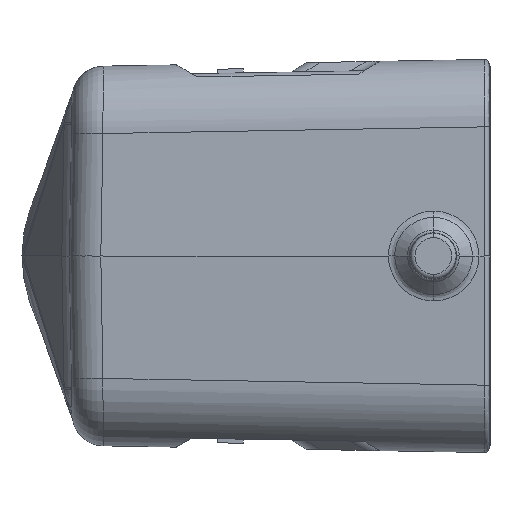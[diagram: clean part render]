
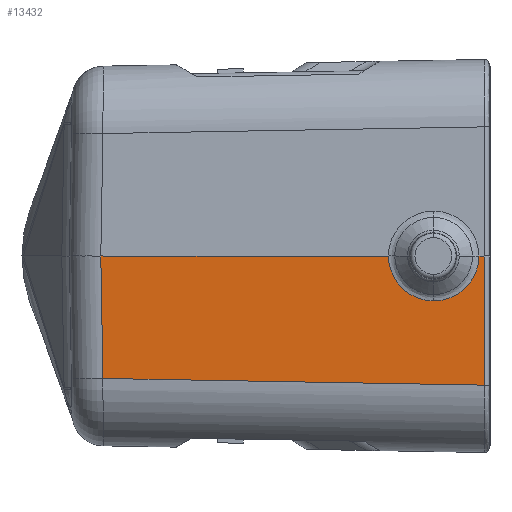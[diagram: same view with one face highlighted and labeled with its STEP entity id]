
A CAD part, left-side view. The second image highlights one B-rep face of the part: STEP entity #13432.
In plain terms, the highlighted planar face has unit normal (-1, 0.018, -0.017).
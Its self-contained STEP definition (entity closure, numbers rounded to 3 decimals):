
#742=CARTESIAN_POINT('',(-29.743,70.609,-14.121));
#4166=DIRECTION('',(-0.017,0.,1.));
#4167=VECTOR('',#4166,14.124);
#4168=CARTESIAN_POINT('',(-29.743,70.609,
-14.121));
#4169=LINE('',#4168,#4167);
#4170=DIRECTION('',(0.017,1.,0.017));
#4171=VECTOR('',#4170,41.732);
#4172=CARTESIAN_POINT('',(-29.743,70.609,
-14.121));
#4173=LINE('',#4172,#4171);
#4174=DIRECTION('',(0.017,-0.017,-1.));
#4175=VECTOR('',#4174,13.397);
#4176=CARTESIAN_POINT('',(-29.257,112.562,
0.));
#4177=LINE('',#4176,#4175);
#4178=DIRECTION('',(-0.017,-1.,0.));
#4179=VECTOR('',#4178,31.455);
#4180=CARTESIAN_POINT('',(-29.257,112.562,
0.));
#4181=LINE('',#4180,#4179);
#4182=CARTESIAN_POINT('',(-29.806,81.112,
0.));
#4183=CARTESIAN_POINT('',(-29.8,81.109,
-0.319));
#4184=CARTESIAN_POINT('',(-29.791,81.044,
-0.944));
#4185=CARTESIAN_POINT('',(-29.78,80.767,
-1.857));
#4186=CARTESIAN_POINT('',(-29.773,80.322,
-2.698));
#4187=CARTESIAN_POINT('',(-29.77,79.727,
-3.439));
#4188=CARTESIAN_POINT('',(-29.772,78.997,
-4.055));
#4189=CARTESIAN_POINT('',(-29.778,78.183,
-4.514));
#4190=CARTESIAN_POINT('',(-29.79,77.226,
-4.831));
#4191=CARTESIAN_POINT('',(-29.8,76.531,
-4.912));
#4192=CARTESIAN_POINT('',(-29.807,76.166,
-4.913));
#4194=CARTESIAN_POINT('',(-29.807,76.166,
-4.913));
#4195=CARTESIAN_POINT('',(-29.813,75.821,
-4.913));
#4196=CARTESIAN_POINT('',(-29.825,75.158,
-4.84));
#4197=CARTESIAN_POINT('',(-29.846,74.248,
-4.561));
#4198=CARTESIAN_POINT('',(-29.869,73.396,
-4.106));
#4199=CARTESIAN_POINT('',(-29.893,72.65,
-3.496));
#4200=CARTESIAN_POINT('',(-29.916,72.035,
-2.755));
#4201=CARTESIAN_POINT('',(-29.939,71.574,
-1.905));
#4202=CARTESIAN_POINT('',(-29.96,71.286,
-0.993));
#4203=CARTESIAN_POINT('',(-29.973,71.212,
-0.339));
#4204=CARTESIAN_POINT('',(-29.979,71.209,
0.));
#4206=DIRECTION('',(-0.017,-1.,0.));
#4207=VECTOR('',#4206,0.601);
#4208=CARTESIAN_POINT('',(-29.979,71.209,
0.));
#4209=LINE('',#4208,#4207);
#4229=CARTESIAN_POINT('',(-29.257,112.562,
0.));
#4369=CARTESIAN_POINT('',(-29.979,71.209,
0.));
#4391=CARTESIAN_POINT('',(-29.806,81.112,
0.));
#6125=VERTEX_POINT('',#4229);
#6146=CARTESIAN_POINT('',(-29.027,112.328,
-13.393));
#6147=VERTEX_POINT('',#6146);
#6555=VERTEX_POINT('',#4391);
#6559=VERTEX_POINT('',#4369);
#6561=VERTEX_POINT('',#4192);
#6658=CARTESIAN_POINT('',(-29.989,70.609,
0.));
#6659=VERTEX_POINT('',#6658);
#6672=VERTEX_POINT('',#742);
#13413=CARTESIAN_POINT('',(-30.018,70.,1.044));
#13414=DIRECTION('',(-1.,0.017,-0.017));
#13415=DIRECTION('',(0.017,1.,0.));
#13416=AXIS2_PLACEMENT_3D('',#13413,#13414,#13415);
#13417=PLANE('',#13416);
#13418=ORIENTED_EDGE('',*,*,#13406,.F.);
#13419=ORIENTED_EDGE('',*,*,#8313,.T.);
#13421=ORIENTED_EDGE('',*,*,#13420,.F.);
#13423=ORIENTED_EDGE('',*,*,#13422,.T.);
#13425=ORIENTED_EDGE('',*,*,#13424,.T.);
#13427=ORIENTED_EDGE('',*,*,#13426,.T.);
#13429=ORIENTED_EDGE('',*,*,#13428,.T.);
#13430=EDGE_LOOP('',(#13418,#13419,#13421,#13423,#13425,#13427,#13429));
#13431=FACE_OUTER_BOUND('',#13430,.F.);
#4193=B_SPLINE_CURVE_WITH_KNOTS('',3,(#4182,#4183,#4184,#4185,#4186,#4187,#4188,
#4189,#4190,#4191,#4192),.UNSPECIFIED.,.F.,.F.,(4,1,1,1,1,1,1,1,4),(0.,
0.125,0.25,0.375,0.5,0.625,0.75,0.875,1.),.UNSPECIFIED.);
#4205=B_SPLINE_CURVE_WITH_KNOTS('',3,(#4194,#4195,#4196,#4197,#4198,#4199,#4200,
#4201,#4202,#4203,#4204),.UNSPECIFIED.,.F.,.F.,(4,1,1,1,1,1,1,1,4),(0.,
0.125,0.25,0.375,0.5,0.625,0.75,0.875,1.),.UNSPECIFIED.);
#8313=EDGE_CURVE('',#6672,#6147,#4173,.T.);
#13406=EDGE_CURVE('',#6672,#6659,#4169,.T.);
#13420=EDGE_CURVE('',#6125,#6147,#4177,.T.);
#13422=EDGE_CURVE('',#6125,#6555,#4181,.T.);
#13424=EDGE_CURVE('',#6555,#6561,#4193,.T.);
#13426=EDGE_CURVE('',#6561,#6559,#4205,.T.);
#13428=EDGE_CURVE('',#6559,#6659,#4209,.T.);
#13432=ADVANCED_FACE('',(#13431),#13417,.T.);
